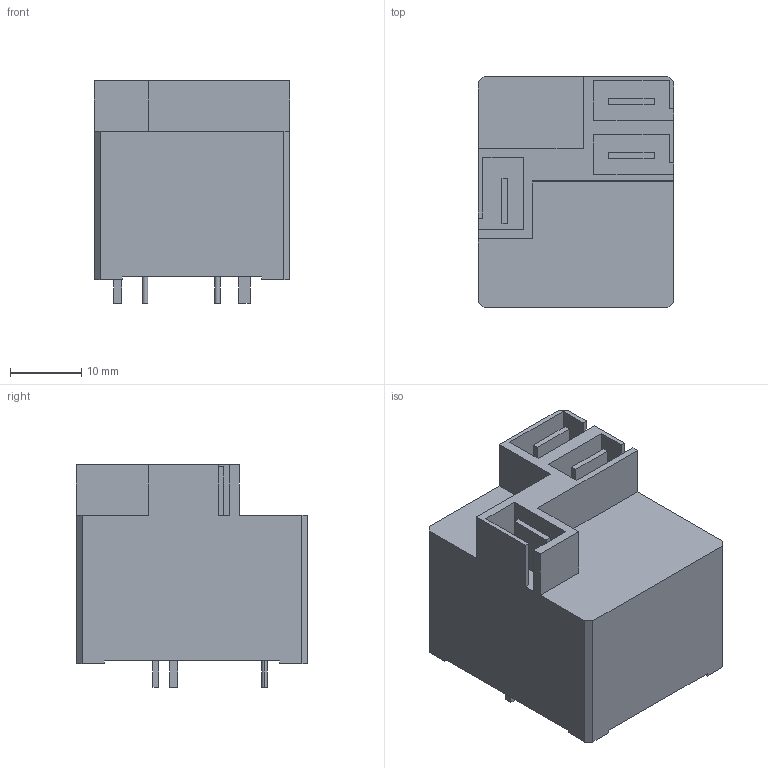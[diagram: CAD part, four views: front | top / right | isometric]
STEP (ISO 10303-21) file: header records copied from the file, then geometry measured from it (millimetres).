
FILE_DESCRIPTION(('FreeCAD Model'),'2;1');
FILE_NAME('T9AS1D2.step','2017-08-09T11:38:53',('kicad StepUp'),('ksu MCAD'), 'Open CASCADE STEP processor 6.8','FreeCAD','Unknown');
FILE_SCHEMA(('AUTOMOTIVE_DESIGN_CC2 { 1 2 10303 214 -1 1 5 4 }'));
Length unit declared in the file: millimetre
Products named in the file (2): ASSEMBLY; T9AS1D2
Assembly tree (1 placements, depth 2):
  ASSEMBLY
    T9AS1D2
Bounding box: 27.43 x 32.51 x 31.24 mm (x, y, z)
Volume: 19282.3 mm3; surface area: 5914.3 mm2
Topology: 1 solids, 1 shells, 90 faces, 243 edges, 162 vertices
Faces by surface type: plane 82, cylinder 8
Entity records: 6685 total; most frequent: CARTESIAN_POINT 1751, DIRECTION 897, LINE 665, VECTOR 665, ORIENTED_EDGE 486, PCURVE 486, DEFINITIONAL_REPRESENTATION 486, EDGE_CURVE 243
